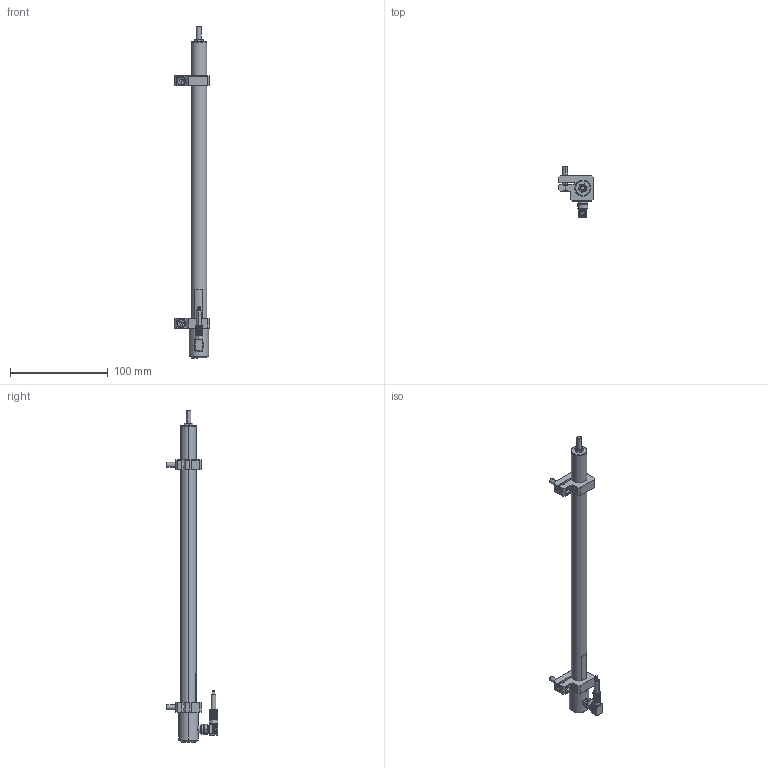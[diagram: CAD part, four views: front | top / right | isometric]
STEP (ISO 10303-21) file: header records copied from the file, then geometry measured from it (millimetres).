
FILE_DESCRIPTION (( 'STEP AP214' ), '1' );
FILE_NAME ('TX2_0250_Stecker_ein_Montageblock.STEP', '2011-01-25T11:53:41', ( 'novotechnik' ), ( 'novotechnik' ), 'SwSTEP 2.0', 'SolidWorks 2010', '' );
FILE_SCHEMA (( 'AUTOMOTIVE_DESIGN' ));
Length unit declared in the file: millimetre
Products named in the file (1): TX2_0250_Stecker_ein_Montageblock
Bounding box: 36 x 52.3 x 340.3 mm (x, y, z)
Surface area: 26727 mm2 (no closed solid volume)
Topology: 0 solids, 16 shells, 501 faces, 1491 edges, 916 vertices
Faces by surface type: cylinder 205, plane 186, torus 51, cone 42, bspline 17
Entity records: 22744 total; most frequent: CARTESIAN_POINT 4549, DIRECTION 2671, ORIENTED_EDGE 2459, EDGE_CURVE 1476, AXIS2_PLACEMENT_3D 984, VERTEX_POINT 916, VECTOR 703, LINE 703
